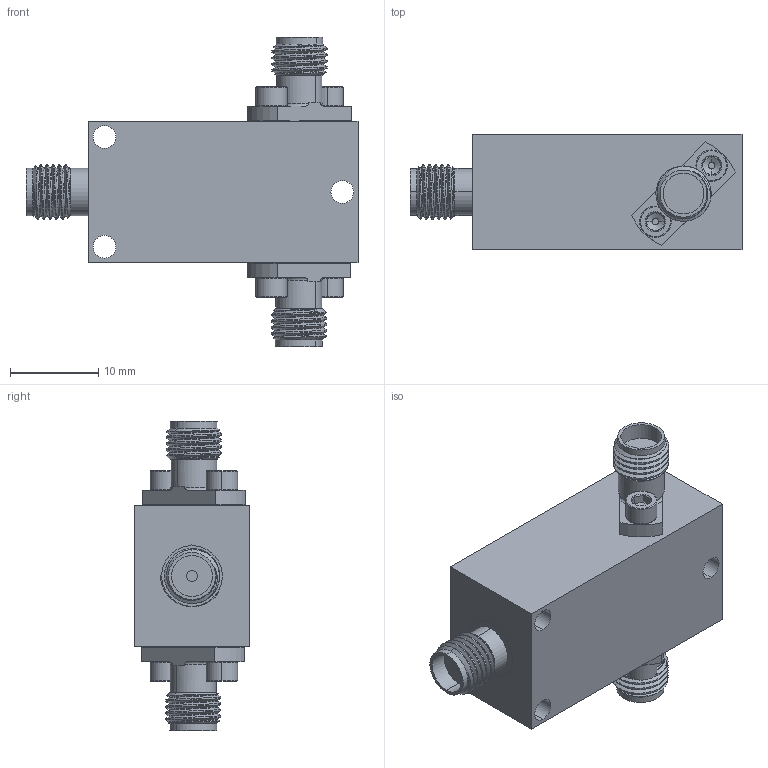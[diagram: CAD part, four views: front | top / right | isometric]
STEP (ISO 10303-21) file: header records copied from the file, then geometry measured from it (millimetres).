
FILE_DESCRIPTION (( 'STEP AP214' ), '1' );
FILE_NAME ('FMBT1644_3D.STEP', '2022-06-26T05:59:35', ( '' ), ( '' ), 'SwSTEP 2.0', 'SolidWorks 2021', '' );
FILE_SCHEMA (( 'AUTOMOTIVE_DESIGN' ));
Length unit declared in the file: inch
Products named in the file (6): Copy of 010-101X_010-1012-00^PE1644; Copy of 120-0038^PE1644; Copy of 120-0046^PE1644; Copy of SMA FEMALE 2-HOLE 103-4112^PE1644; Copy of B FEMALE^PE1644; FMBT1644_3D
Assembly tree (9 placements, depth 2):
  FMBT1644_3D
    Copy of 120-0038^PE1644
    Copy of 120-0046^PE1644
    Copy of SMA FEMALE 2-HOLE 103-4112^PE1644  x2
    Copy of 010-101X_010-1012-00^PE1644  x4
    Copy of B FEMALE^PE1644
Bounding box: 37.59 x 13.08 x 35.03 mm (x, y, z)
Volume: 7038.4 mm3; surface area: 4713.5 mm2
Topology: 9 solids, 9 shells, 670 faces, 1495 edges, 861 vertices
Faces by surface type: cylinder 286, cone 248, plane 114, bspline 22
Entity records: 10426 total; most frequent: CARTESIAN_POINT 4520, ORIENTED_EDGE 1224, DIRECTION 1132, EDGE_CURVE 612, AXIS2_PLACEMENT_3D 438, VERTEX_POINT 372, EDGE_LOOP 278, ADVANCED_FACE 259
